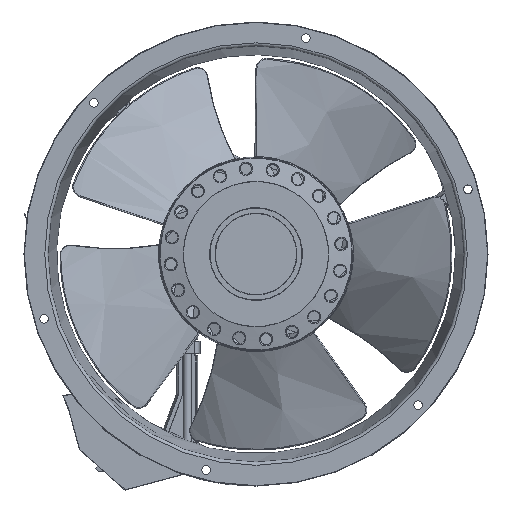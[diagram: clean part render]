
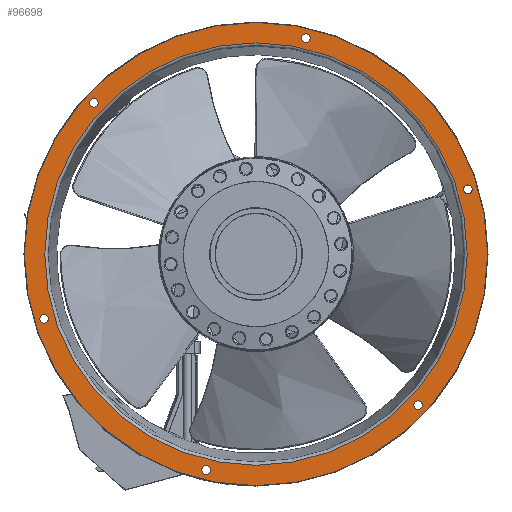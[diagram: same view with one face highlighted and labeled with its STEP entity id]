
A CAD part, front view. The second image highlights one B-rep face of the part: STEP entity #96698.
In plain terms, the highlighted planar face has unit normal (0, -1, 0).
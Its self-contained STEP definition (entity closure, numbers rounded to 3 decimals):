
#1176=FACE_BOUND('',#26914,.T.);
#1177=FACE_BOUND('',#26915,.T.);
#1178=FACE_BOUND('',#26916,.T.);
#1179=FACE_BOUND('',#26917,.T.);
#1180=FACE_BOUND('',#26918,.T.);
#1181=FACE_BOUND('',#26919,.T.);
#1182=FACE_BOUND('',#26920,.T.);
#17667=PLANE('',#103433);
#20882=FACE_OUTER_BOUND('',#26913,.T.);
#26913=EDGE_LOOP('',(#66699,#66700));
#26914=EDGE_LOOP('',(#66701));
#26915=EDGE_LOOP('',(#66702));
#26916=EDGE_LOOP('',(#66703));
#26917=EDGE_LOOP('',(#66704));
#26918=EDGE_LOOP('',(#66705));
#26919=EDGE_LOOP('',(#66706));
#26920=EDGE_LOOP('',(#66707,#66708));
#37853=CIRCLE('',#103427,101.035);
#37858=CIRCLE('',#103432,101.035);
#37859=CIRCLE('',#103434,110.8);
#37860=CIRCLE('',#103435,110.8);
#37861=CIRCLE('',#103436,2.067);
#37862=CIRCLE('',#103437,2.067);
#37863=CIRCLE('',#103438,2.067);
#37864=CIRCLE('',#103439,2.067);
#37865=CIRCLE('',#103440,2.067);
#37866=CIRCLE('',#103441,2.067);
#41096=VERTEX_POINT('',#139247);
#41097=VERTEX_POINT('',#139248);
#41101=VERTEX_POINT('',#139259);
#41102=VERTEX_POINT('',#139260);
#41103=VERTEX_POINT('',#139263);
#41104=VERTEX_POINT('',#139265);
#41105=VERTEX_POINT('',#139267);
#41106=VERTEX_POINT('',#139269);
#41107=VERTEX_POINT('',#139271);
#41108=VERTEX_POINT('',#139273);
#50879=EDGE_CURVE('',#41096,#41097,#37853,.T.);
#50884=EDGE_CURVE('',#41097,#41096,#37858,.T.);
#50885=EDGE_CURVE('',#41101,#41102,#37859,.T.);
#50886=EDGE_CURVE('',#41102,#41101,#37860,.T.);
#50887=EDGE_CURVE('',#41103,#41103,#37861,.T.);
#50888=EDGE_CURVE('',#41104,#41104,#37862,.T.);
#50889=EDGE_CURVE('',#41105,#41105,#37863,.T.);
#50890=EDGE_CURVE('',#41106,#41106,#37864,.T.);
#50891=EDGE_CURVE('',#41107,#41107,#37865,.T.);
#50892=EDGE_CURVE('',#41108,#41108,#37866,.T.);
#66699=ORIENTED_EDGE('',*,*,#50885,.F.);
#66700=ORIENTED_EDGE('',*,*,#50886,.F.);
#66701=ORIENTED_EDGE('',*,*,#50887,.T.);
#66702=ORIENTED_EDGE('',*,*,#50888,.T.);
#66703=ORIENTED_EDGE('',*,*,#50889,.T.);
#66704=ORIENTED_EDGE('',*,*,#50890,.T.);
#66705=ORIENTED_EDGE('',*,*,#50891,.T.);
#66706=ORIENTED_EDGE('',*,*,#50892,.T.);
#66707=ORIENTED_EDGE('',*,*,#50879,.F.);
#66708=ORIENTED_EDGE('',*,*,#50884,.F.);
#96698=ADVANCED_FACE('',(#20882,#1176,#1177,#1178,#1179,#1180,#1181,#1182),
#17667,.T.);
#103427=AXIS2_PLACEMENT_3D('',#139249,#111504,#111505);
#103432=AXIS2_PLACEMENT_3D('',#139257,#111514,#111515);
#103433=AXIS2_PLACEMENT_3D('',#139258,#111516,#111517);
#103434=AXIS2_PLACEMENT_3D('',#139261,#111518,#111519);
#103435=AXIS2_PLACEMENT_3D('',#139262,#111520,#111521);
#103436=AXIS2_PLACEMENT_3D('',#139264,#111522,#111523);
#103437=AXIS2_PLACEMENT_3D('',#139266,#111524,#111525);
#103438=AXIS2_PLACEMENT_3D('',#139268,#111526,#111527);
#103439=AXIS2_PLACEMENT_3D('',#139270,#111528,#111529);
#103440=AXIS2_PLACEMENT_3D('',#139272,#111530,#111531);
#103441=AXIS2_PLACEMENT_3D('',#139274,#111532,#111533);
#111504=DIRECTION('center_axis',(0.,-1.,0.));
#111505=DIRECTION('ref_axis',(1.,0.,0.));
#111514=DIRECTION('center_axis',(0.,-1.,0.));
#111515=DIRECTION('ref_axis',(1.,0.,0.));
#111516=DIRECTION('center_axis',(0.,-1.,0.));
#111517=DIRECTION('ref_axis',(0.,0.,-1.));
#111518=DIRECTION('center_axis',(0.,1.,0.));
#111519=DIRECTION('ref_axis',(1.,0.,0.));
#111520=DIRECTION('center_axis',(0.,1.,0.));
#111521=DIRECTION('ref_axis',(1.,0.,0.));
#111522=DIRECTION('center_axis',(0.,1.,0.));
#111523=DIRECTION('ref_axis',(0.5,0.,-0.866));
#111524=DIRECTION('center_axis',(0.,1.,0.));
#111525=DIRECTION('ref_axis',(-0.5,0.,-0.866));
#111526=DIRECTION('center_axis',(0.,1.,0.));
#111527=DIRECTION('ref_axis',(-1.,0.,0.));
#111528=DIRECTION('center_axis',(0.,1.,0.));
#111529=DIRECTION('ref_axis',(-0.5,0.,0.866));
#111530=DIRECTION('center_axis',(0.,1.,0.));
#111531=DIRECTION('ref_axis',(0.5,0.,0.866));
#111532=DIRECTION('center_axis',(0.,1.,0.));
#111533=DIRECTION('ref_axis',(1.,0.,0.));
#139247=CARTESIAN_POINT('',(-101.035,0.,0.));
#139248=CARTESIAN_POINT('',(0.,0.,-101.035));
#139249=CARTESIAN_POINT('Origin',(0.,0.,0.));
#139257=CARTESIAN_POINT('Origin',(0.,0.,0.));
#139258=CARTESIAN_POINT('Origin',(-111.,0.,0.));
#139259=CARTESIAN_POINT('',(-110.8,0.,0.));
#139260=CARTESIAN_POINT('',(0.,0.,-110.8));
#139261=CARTESIAN_POINT('Origin',(0.,0.,0.));
#139262=CARTESIAN_POINT('Origin',(0.,0.,0.));
#139263=CARTESIAN_POINT('',(-24.878,0.,-101.493));
#139264=CARTESIAN_POINT('Origin',(-23.845,0.,-103.283));
#139265=CARTESIAN_POINT('',(-100.335,0.,-29.201));
#139266=CARTESIAN_POINT('Origin',(-101.368,0.,-30.991));
#139267=CARTESIAN_POINT('',(-75.456,0.,72.292));
#139268=CARTESIAN_POINT('Origin',(-77.523,0.,72.292));
#139269=CARTESIAN_POINT('',(24.878,0.,101.493));
#139270=CARTESIAN_POINT('Origin',(23.845,0.,103.283));
#139271=CARTESIAN_POINT('',(100.335,0.,29.201));
#139272=CARTESIAN_POINT('Origin',(101.368,0.,30.991));
#139273=CARTESIAN_POINT('',(75.456,0.,-72.292));
#139274=CARTESIAN_POINT('Origin',(77.523,0.,-72.292));
